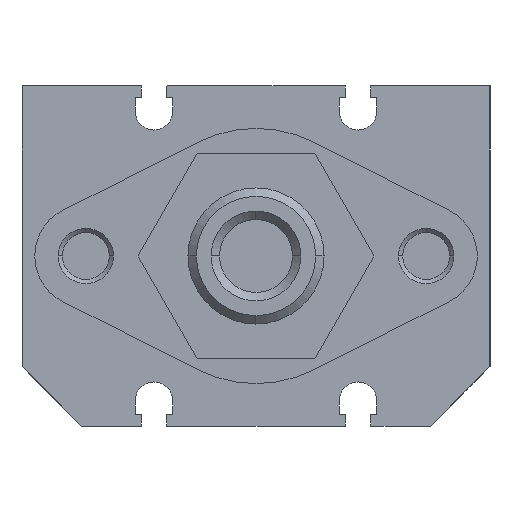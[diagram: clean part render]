
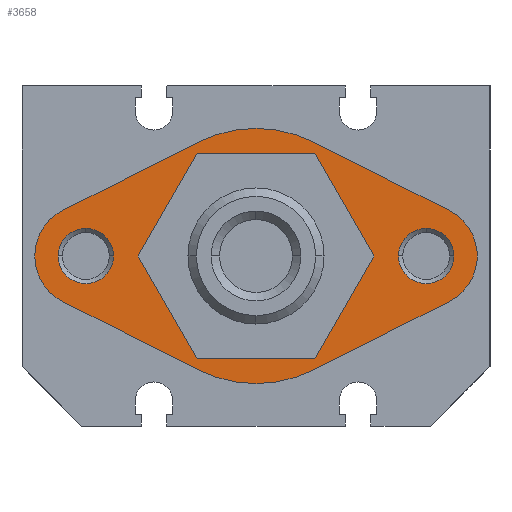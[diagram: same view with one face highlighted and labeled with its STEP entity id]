
A CAD part, left-side view. The second image highlights one B-rep face of the part: STEP entity #3658.
In plain terms, the highlighted planar face has unit normal (-1, 0, 0).
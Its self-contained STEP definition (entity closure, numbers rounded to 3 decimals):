
#1485=CARTESIAN_POINT('',(-3.,-20.,3.25));
#1486=VERTEX_POINT('Vertex74',#1485);
#1493=CARTESIAN_POINT('',(-3.,-16.75,0.));
#1494=VERTEX_POINT('Vertex75',#1493);
#1495=CARTESIAN_POINT('',(-3.,-20.,0.));
#1496=DIRECTION('',(-1.,0.,0.));
#1497=DIRECTION('',(0.,0.,1.));
#1498=AXIS2_PLACEMENT_3D('',#1495,#1496,#1497);
#1499=CIRCLE('nurbsCrv102',#1498,3.25);
#1500=EDGE_CURVE('Edge102',#1486,#1494,#1499,.T.);
#1525=CARTESIAN_POINT('',(-3.,-23.25,0.));
#1526=VERTEX_POINT('Vertex76',#1525);
#1533=CARTESIAN_POINT('',(-3.,-20.,0.));
#1534=DIRECTION('',(-1.,0.,0.));
#1535=DIRECTION('',(0.,-1.,0.));
#1536=AXIS2_PLACEMENT_3D('',#1533,#1534,#1535);
#1537=CIRCLE('nurbsCrv106',#1536,3.25);
#1538=EDGE_CURVE('Edge106',#1526,#1486,#1537,.T.);
#1551=CARTESIAN_POINT('',(-3.,-20.,0.));
#1552=DIRECTION('',(-1.,0.,0.));
#1553=DIRECTION('',(0.,1.,0.));
#1554=AXIS2_PLACEMENT_3D('',#1551,#1552,#1553);
#1555=CIRCLE('nurbsCrv107',#1554,3.25);
#1556=EDGE_CURVE('Edge107',#1494,#1526,#1555,.T.);
#1833=CARTESIAN_POINT('',(-3.,20.,3.25));
#1834=VERTEX_POINT('Vertex89',#1833);
#1841=CARTESIAN_POINT('',(-3.,23.25,0.));
#1842=VERTEX_POINT('Vertex90',#1841);
#1843=CARTESIAN_POINT('',(-3.,20.,0.));
#1844=DIRECTION('',(-1.,0.,0.));
#1845=DIRECTION('',(0.,0.,1.));
#1846=AXIS2_PLACEMENT_3D('',#1843,#1844,#1845);
#1847=CIRCLE('nurbsCrv131',#1846,3.25);
#1848=EDGE_CURVE('Edge131',#1834,#1842,#1847,.T.);
#1867=CARTESIAN_POINT('',(-3.,16.75,0.));
#1868=VERTEX_POINT('Vertex91',#1867);
#1875=CARTESIAN_POINT('',(-3.,20.,0.));
#1876=DIRECTION('',(-1.,0.,0.));
#1877=DIRECTION('',(0.,-1.,0.));
#1878=AXIS2_PLACEMENT_3D('',#1875,#1876,#1877);
#1879=CIRCLE('nurbsCrv134',#1878,3.25);
#1880=EDGE_CURVE('Edge134',#1868,#1834,#1879,.T.);
#1893=CARTESIAN_POINT('',(-3.,20.,0.));
#1894=DIRECTION('',(-1.,0.,0.));
#1895=DIRECTION('',(0.,1.,0.));
#1896=AXIS2_PLACEMENT_3D('',#1893,#1894,#1895);
#1897=CIRCLE('nurbsCrv135',#1896,3.25);
#1898=EDGE_CURVE('Edge135',#1842,#1868,#1897,.T.);
#1909=CARTESIAN_POINT('',(-3.,-6.928,12.));
#1910=VERTEX_POINT('Vertex92',#1909);
#1917=CARTESIAN_POINT('',(-3.,6.928,12.));
#1918=VERTEX_POINT('Vertex93',#1917);
#1919=CARTESIAN_POINT('',(-3.,0.,12.));
#1920=DIRECTION('',(0.,-1.,0.));
#1921=VECTOR('',#1920,1.);
#1922=LINE('nurbsCrv137',#1919,#1921);
#1923=EDGE_CURVE('Edge137',#1918,#1910,#1922,.T.);
#1940=CARTESIAN_POINT('',(-3.,-13.856,0.));
#1941=VERTEX_POINT('Vertex94',#1940);
#1948=CARTESIAN_POINT('',(-3.,-10.392,6.));
#1949=DIRECTION('',(0.,-0.5,-0.866));
#1950=VECTOR('',#1949,1.);
#1951=LINE('nurbsCrv140',#1948,#1950);
#1952=EDGE_CURVE('Edge140',#1910,#1941,#1951,.T.);
#1965=CARTESIAN_POINT('',(-3.,13.856,0.));
#1966=VERTEX_POINT('Vertex95',#1965);
#1967=CARTESIAN_POINT('',(-3.,10.392,6.));
#1968=DIRECTION('',(0.,-0.5,0.866));
#1969=VECTOR('',#1968,1.);
#1970=LINE('nurbsCrv141',#1967,#1969);
#1971=EDGE_CURVE('Edge141',#1966,#1918,#1970,.T.);
#1988=CARTESIAN_POINT('',(-3.,-6.928,-12.));
#1989=VERTEX_POINT('Vertex96',#1988);
#1996=CARTESIAN_POINT('',(-3.,-10.392,-6.));
#1997=DIRECTION('',(0.,0.5,-0.866));
#1998=VECTOR('',#1997,1.);
#1999=LINE('nurbsCrv144',#1996,#1998);
#2000=EDGE_CURVE('Edge144',#1941,#1989,#1999,.T.);
#2013=CARTESIAN_POINT('',(-3.,6.928,-12.));
#2014=VERTEX_POINT('Vertex97',#2013);
#2015=CARTESIAN_POINT('',(-3.,10.392,-6.));
#2016=DIRECTION('',(0.,0.5,0.866));
#2017=VECTOR('',#2016,1.);
#2018=LINE('nurbsCrv145',#2015,#2017);
#2019=EDGE_CURVE('Edge145',#2014,#1966,#2018,.T.);
#2037=CARTESIAN_POINT('',(-3.,0.,-12.));
#2038=DIRECTION('',(0.,1.,0.));
#2039=VECTOR('',#2038,1.);
#2040=LINE('nurbsCrv147',#2037,#2039);
#2041=EDGE_CURVE('Edge147',#1989,#2014,#2040,.T.);
#2052=CARTESIAN_POINT('',(-3.,-6.75,13.395));
#2053=VERTEX_POINT('Vertex99',#2052);
#2054=CARTESIAN_POINT('',(-3.,-22.7,5.358));
#2055=VERTEX_POINT('Vertex98',#2054);
#2056=CARTESIAN_POINT('',(-3.,-14.725,9.377));
#2057=DIRECTION('',(0.,-0.893,-0.45)
);
#2058=VECTOR('',#2057,1.);
#2059=LINE('nurbsCrv148',#2056,#2058);
#2060=EDGE_CURVE('Edge148',#2053,#2055,#2059,.T.);
#2092=CARTESIAN_POINT('',(-3.,22.7,5.358));
#2093=VERTEX_POINT('Vertex103',#2092);
#2094=CARTESIAN_POINT('',(-3.,6.75,13.395));
#2095=VERTEX_POINT('Vertex102',#2094);
#2096=CARTESIAN_POINT('',(-3.,14.725,9.377));
#2097=DIRECTION('',(0.,-0.893,0.45)
);
#2098=VECTOR('',#2097,1.);
#2099=LINE('nurbsCrv152',#2096,#2098);
#2100=EDGE_CURVE('Edge152',#2093,#2095,#2099,.T.);
#2132=CARTESIAN_POINT('',(-3.,0.,0.));
#2133=DIRECTION('',(1.,0.,0.));
#2134=DIRECTION('',(0.,0.45,0.893));
#2135=AXIS2_PLACEMENT_3D('',#2132,#2133,#2134);
#2136=CIRCLE('nurbsCrv156',#2135,15.);
#2137=EDGE_CURVE('Edge156',#2095,#2053,#2136,.T.);
#2156=CARTESIAN_POINT('',(-3.,-22.7,-5.358));
#2157=VERTEX_POINT('Vertex106',#2156);
#2158=CARTESIAN_POINT('',(-3.,-20.,0.));
#2159=DIRECTION('',(1.,0.,0.));
#2160=DIRECTION('',(0.,-0.45,0.893)
);
#2161=AXIS2_PLACEMENT_3D('',#2158,#2159,#2160);
#2162=CIRCLE('nurbsCrv158',#2161,6.);
#2163=EDGE_CURVE('Edge158',#2055,#2157,#2162,.T.);
#2200=CARTESIAN_POINT('',(-3.,22.7,-5.358));
#2201=VERTEX_POINT('Vertex110',#2200);
#2208=CARTESIAN_POINT('',(-3.,26.,0.));
#2209=VERTEX_POINT('Vertex111',#2208);
#2210=CARTESIAN_POINT('',(-3.,20.,0.));
#2211=DIRECTION('',(1.,0.,0.));
#2212=DIRECTION('',(0.,0.45,-0.893
));
#2213=AXIS2_PLACEMENT_3D('',#2210,#2211,#2212);
#2214=CIRCLE('nurbsCrv163',#2213,6.);
#2215=EDGE_CURVE('Edge163',#2201,#2209,#2214,.T.);
#2240=CARTESIAN_POINT('',(-3.,20.,0.));
#2241=DIRECTION('',(1.,0.,0.));
#2242=DIRECTION('',(0.,1.,0.));
#2243=AXIS2_PLACEMENT_3D('',#2240,#2241,#2242);
#2244=CIRCLE('nurbsCrv166',#2243,6.);
#2245=EDGE_CURVE('Edge166',#2209,#2093,#2244,.T.);
#2255=CARTESIAN_POINT('',(-3.,6.75,-13.395));
#2256=VERTEX_POINT('Vertex112',#2255);
#2257=CARTESIAN_POINT('',(-3.,14.725,-9.377));
#2258=DIRECTION('',(0.,0.893,0.45)
);
#2259=VECTOR('',#2258,1.);
#2260=LINE('nurbsCrv167',#2257,#2259);
#2261=EDGE_CURVE('Edge167',#2256,#2201,#2260,.T.);
#3602=ORIENTED_EDGE('Edgeuse317',*,*,#2137,.F.);
#3603=ORIENTED_EDGE('Edgeuse318',*,*,#2100,.F.);
#3604=ORIENTED_EDGE('Edgeuse319',*,*,#2245,.F.);
#3605=ORIENTED_EDGE('Edgeuse320',*,*,#2215,.F.);
#3606=ORIENTED_EDGE('Edgeuse321',*,*,#2261,.F.);
#3607=CARTESIAN_POINT('',(-3.,0.,-15.));
#3608=VERTEX_POINT('Vertex117',#3607);
#3609=CARTESIAN_POINT('',(-3.,0.,0.));
#3610=DIRECTION('',(1.,0.,0.));
#3611=DIRECTION('',(0.,0.,-1.));
#3612=AXIS2_PLACEMENT_3D('',#3609,#3610,#3611);
#3613=CIRCLE('nurbsCrv175',#3612,15.);
#3614=EDGE_CURVE('Edge175',#3608,#2256,#3613,.T.);
#3615=ORIENTED_EDGE('Edgeuse322',*,*,#3614,.F.);
#3616=CARTESIAN_POINT('',(-3.,-6.75,-13.395));
#3617=VERTEX_POINT('Vertex118',#3616);
#3618=CARTESIAN_POINT('',(-3.,0.,0.));
#3619=DIRECTION('',(1.,0.,0.));
#3620=DIRECTION('',(0.,-0.45,
-0.893));
#3621=AXIS2_PLACEMENT_3D('',#3618,#3619,#3620);
#3622=CIRCLE('nurbsCrv176',#3621,15.);
#3623=EDGE_CURVE('Edge176',#3617,#3608,#3622,.T.);
#3624=ORIENTED_EDGE('Edgeuse323',*,*,#3623,.F.);
#3625=CARTESIAN_POINT('',(-3.,-14.725,-9.377));
#3626=DIRECTION('',(0.,0.893,-0.45));
#3627=VECTOR('',#3626,1.);
#3628=LINE('nurbsCrv177',#3625,#3627);
#3629=EDGE_CURVE('Edge177',#2157,#3617,#3628,.T.);
#3630=ORIENTED_EDGE('Edgeuse324',*,*,#3629,.F.);
#3631=ORIENTED_EDGE('Edgeuse325',*,*,#2163,.F.);
#3632=ORIENTED_EDGE('Edgeuse326',*,*,#2060,.F.);
#3633=EDGE_LOOP('',(#3602,#3603,#3604,#3605,#3606,#3615,#3624,#3630,#3631,#3632
));
#3634=FACE_OUTER_BOUND('',#3633,.T.);
#3635=ORIENTED_EDGE('Edgeuse327',*,*,#2041,.T.);
#3636=ORIENTED_EDGE('Edgeuse328',*,*,#2019,.T.);
#3637=ORIENTED_EDGE('Edgeuse329',*,*,#1971,.T.);
#3638=ORIENTED_EDGE('Edgeuse330',*,*,#1923,.T.);
#3639=ORIENTED_EDGE('Edgeuse331',*,*,#1952,.T.);
#3640=ORIENTED_EDGE('Edgeuse332',*,*,#2000,.T.);
#3641=EDGE_LOOP('',(#3635,#3636,#3637,#3638,#3639,#3640));
#3642=FACE_BOUND('',#3641,.T.);
#3643=ORIENTED_EDGE('Edgeuse333',*,*,#1556,.F.);
#3644=ORIENTED_EDGE('Edgeuse334',*,*,#1500,.F.);
#3645=ORIENTED_EDGE('Edgeuse335',*,*,#1538,.F.);
#3646=EDGE_LOOP('',(#3643,#3644,#3645));
#3647=FACE_BOUND('',#3646,.T.);
#3648=ORIENTED_EDGE('Edgeuse314',*,*,#1898,.F.);
#3649=ORIENTED_EDGE('Edgeuse315',*,*,#1848,.F.);
#3650=ORIENTED_EDGE('Edgeuse316',*,*,#1880,.F.);
#3651=EDGE_LOOP('',(#3648,#3649,#3650));
#3652=FACE_BOUND('',#3651,.T.);
#3653=CARTESIAN_POINT('',(-3.,0.,0.));
#3654=DIRECTION('',(-1.,0.,0.));
#3655=DIRECTION('',(0.,0.,1.));
#3656=AXIS2_PLACEMENT_3D('',#3653,#3654,#3655);
#3657=PLANE('nurbsSrf77',#3656);
#3658=ADVANCED_FACE('Face77',(#3634,#3642,#3647,#3652),#3657,.T.);
